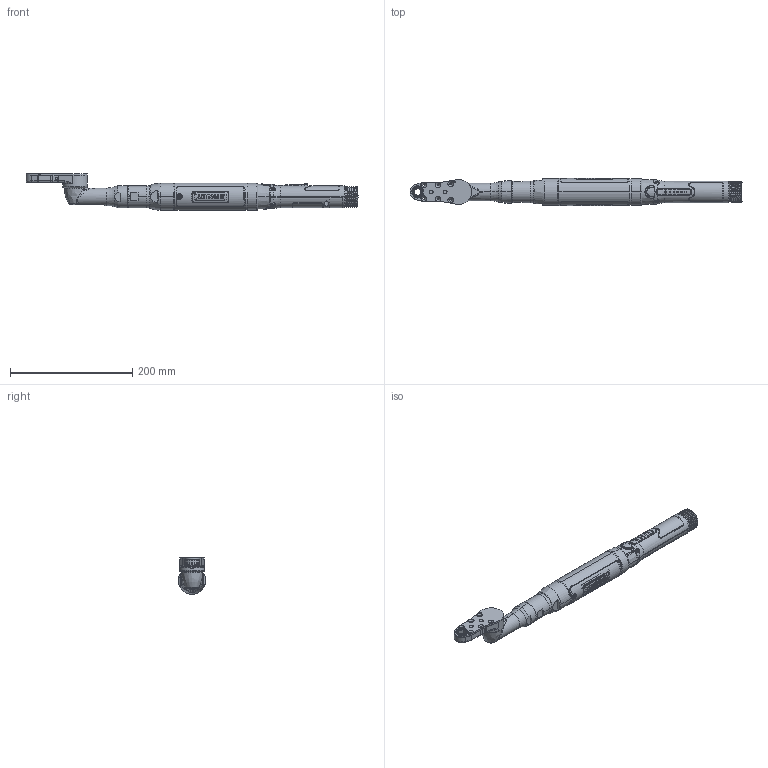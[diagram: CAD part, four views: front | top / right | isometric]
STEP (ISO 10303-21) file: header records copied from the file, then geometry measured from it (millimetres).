
FILE_DESCRIPTION((''),'2;1');
FILE_NAME('EB33LC216','2018-11-27T11:25:49',('CEG0317'),(''),'CREO PARAMETRIC BY PTC INC, 2017380','CREO PARAMETRIC BY PTC INC, 2017380','');
FILE_SCHEMA(('CONFIG_CONTROL_DESIGN'));
Products named in the file (1): EB33LC216
Bounding box: 543.3 x 45.57 x 60.06 mm (x, y, z)
Surface area: 148492.7 mm2 (no closed solid volume)
Topology: 0 solids, 300 shells, 1372 faces, 6293 edges, 5050 vertices
Faces by surface type: cylinder 493, plane 361, bspline 277, cone 121, torus 85, extrusion 30, sphere 5
Entity records: 94987 total; most frequent: CARTESIAN_POINT 49848, ORIENTED_EDGE 8418, DIRECTION 7984, EDGE_CURVE 6288, VERTEX_POINT 5050, AXIS2_PLACEMENT_3D 2806, VECTOR 2372, LINE 2342
